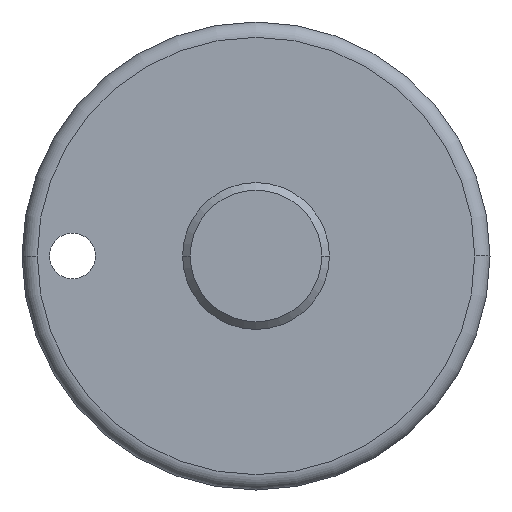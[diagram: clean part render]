
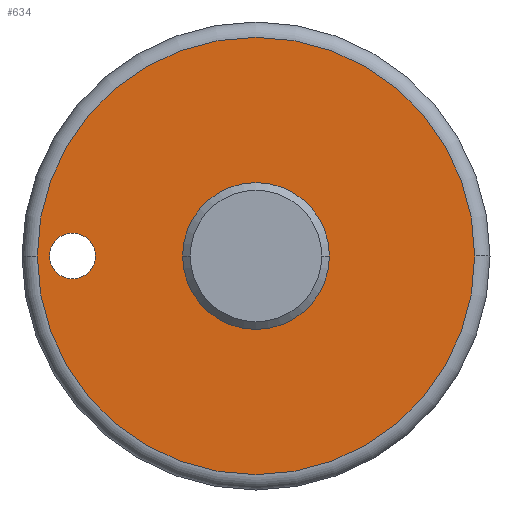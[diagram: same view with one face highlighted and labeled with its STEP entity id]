
A CAD part, left-side view. The second image highlights one B-rep face of the part: STEP entity #634.
In plain terms, the highlighted planar face has unit normal (-1, 0, 0).
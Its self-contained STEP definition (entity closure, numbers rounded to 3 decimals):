
#3 = DIRECTION ( 'NONE',  ( -1., 0., 0. ) ) ;
#20 = ORIENTED_EDGE ( 'NONE', *, *, #285, .F. ) ;
#43 = EDGE_CURVE ( 'NONE', #371, #562, #1078, .T. ) ;
#68 = DIRECTION ( 'NONE',  ( 1., 0., 0. ) ) ;
#74 = CARTESIAN_POINT ( 'NONE',  ( -126.681, 11.221, 0. ) ) ;
#87 = AXIS2_PLACEMENT_3D ( 'NONE', #524, #868, #224 ) ;
#96 = AXIS2_PLACEMENT_3D ( 'NONE', #323, #68, #479 ) ;
#98 = EDGE_CURVE ( 'NONE', #370, #559, #675, .T. ) ;
#116 = CARTESIAN_POINT ( 'NONE',  ( -126.681, 5.521, 0. ) ) ;
#150 = EDGE_LOOP ( 'NONE', ( #1045, #20 ) ) ;
#196 = CARTESIAN_POINT ( 'NONE',  ( -126.681, 12.721, 0. ) ) ;
#212 = CIRCLE ( 'NONE', #722, 14.3 ) ;
#224 = DIRECTION ( 'NONE',  ( 0., 1., 0. ) ) ;
#242 = CARTESIAN_POINT ( 'NONE',  ( -126.681, 0.721, 0. ) ) ;
#278 = FACE_BOUND ( 'NONE', #150, .T. ) ;
#285 = EDGE_CURVE ( 'NONE', #559, #370, #917, .T. ) ;
#299 = EDGE_CURVE ( 'NONE', #562, #371, #212, .T. ) ;
#314 = DIRECTION ( 'NONE',  ( 0., 1., 0. ) ) ;
#323 = CARTESIAN_POINT ( 'NONE',  ( -126.681, 16.021, 0. ) ) ;
#325 = DIRECTION ( 'NONE',  ( -1., 0., 0. ) ) ;
#331 = DIRECTION ( 'NONE',  ( 0., -1., 0. ) ) ;
#369 = DIRECTION ( 'NONE',  ( 0., 1., 0. ) ) ;
#370 = VERTEX_POINT ( 'NONE', #828 ) ;
#371 = VERTEX_POINT ( 'NONE', #807 ) ;
#400 = ORIENTED_EDGE ( 'NONE', *, *, #908, .T. ) ;
#423 = CARTESIAN_POINT ( 'NONE',  ( -126.681, 0.721, 0. ) ) ;
#426 = DIRECTION ( 'NONE',  ( 0., 1., 0. ) ) ;
#457 = DIRECTION ( 'NONE',  ( 1., 0., 0. ) ) ;
#472 = CARTESIAN_POINT ( 'NONE',  ( -126.681, 0.721, 0. ) ) ;
#478 = DIRECTION ( 'NONE',  ( -1., 0., 0. ) ) ;
#479 = DIRECTION ( 'NONE',  ( 0., 1., 0. ) ) ;
#524 = CARTESIAN_POINT ( 'NONE',  ( -126.681, 12.721, 0. ) ) ;
#542 = DIRECTION ( 'NONE',  ( 0., -1., 0. ) ) ;
#543 = ORIENTED_EDGE ( 'NONE', *, *, #43, .T. ) ;
#559 = VERTEX_POINT ( 'NONE', #116 ) ;
#562 = VERTEX_POINT ( 'NONE', #873 ) ;
#601 = AXIS2_PLACEMENT_3D ( 'NONE', #196, #457, #369 ) ;
#602 = CARTESIAN_POINT ( 'NONE',  ( -126.681, 14.221, 0. ) ) ;
#616 = FACE_OUTER_BOUND ( 'NONE', #872, .T. ) ;
#634 = ADVANCED_FACE ( 'NONE', ( #1006, #616, #278 ), #812, .F. ) ;
#642 = CIRCLE ( 'NONE', #601, 1.5 ) ;
#658 = DIRECTION ( 'NONE',  ( -1., 0., 0. ) ) ;
#675 = CIRCLE ( 'NONE', #787, 4.8 ) ;
#683 = ORIENTED_EDGE ( 'NONE', *, *, #299, .T. ) ;
#710 = VERTEX_POINT ( 'NONE', #74 ) ;
#722 = AXIS2_PLACEMENT_3D ( 'NONE', #823, #3, #426 ) ;
#739 = EDGE_LOOP ( 'NONE', ( #400, #883 ) ) ;
#773 = AXIS2_PLACEMENT_3D ( 'NONE', #242, #478, #331 ) ;
#787 = AXIS2_PLACEMENT_3D ( 'NONE', #423, #658, #542 ) ;
#807 = CARTESIAN_POINT ( 'NONE',  ( -126.681, -13.579, 0. ) ) ;
#812 = PLANE ( 'NONE',  #96 ) ;
#814 = EDGE_CURVE ( 'NONE', #710, #860, #983, .T. ) ;
#823 = CARTESIAN_POINT ( 'NONE',  ( -126.681, 0.721, 0. ) ) ;
#828 = CARTESIAN_POINT ( 'NONE',  ( -126.681, -4.079, 0. ) ) ;
#860 = VERTEX_POINT ( 'NONE', #602 ) ;
#868 = DIRECTION ( 'NONE',  ( 1., 0., 0. ) ) ;
#872 = EDGE_LOOP ( 'NONE', ( #683, #543 ) ) ;
#873 = CARTESIAN_POINT ( 'NONE',  ( -126.681, 15.021, 0. ) ) ;
#883 = ORIENTED_EDGE ( 'NONE', *, *, #814, .T. ) ;
#908 = EDGE_CURVE ( 'NONE', #860, #710, #642, .T. ) ;
#917 = CIRCLE ( 'NONE', #773, 4.8 ) ;
#970 = AXIS2_PLACEMENT_3D ( 'NONE', #472, #325, #314 ) ;
#983 = CIRCLE ( 'NONE', #87, 1.5 ) ;
#1006 = FACE_BOUND ( 'NONE', #739, .T. ) ;
#1045 = ORIENTED_EDGE ( 'NONE', *, *, #98, .F. ) ;
#1078 = CIRCLE ( 'NONE', #970, 14.3 ) ;
